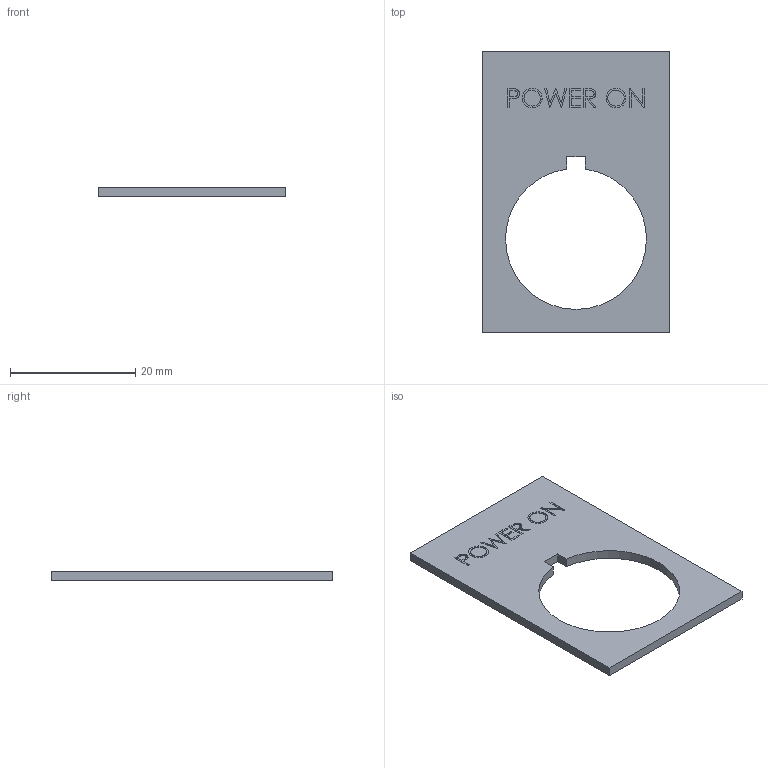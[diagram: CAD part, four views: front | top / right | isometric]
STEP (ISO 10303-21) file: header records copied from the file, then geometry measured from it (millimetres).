
FILE_DESCRIPTION (( 'STEP AP214' ), '1' );
FILE_NAME ('ECX1670-B21.step', '2018-10-09T17:23:22', ( '' ), ( '' ), 'SwSTEP 2.0', 'SolidWorks 2017', '' );
FILE_SCHEMA (( 'AUTOMOTIVE_DESIGN' ));
Length unit declared in the file: inch
Products named in the file (1): ECX1670-B21
Bounding box: 30 x 45 x 1.5 mm (x, y, z)
Volume: 1419.7 mm3; surface area: 2233.3 mm2
Topology: 1 solids, 1 shells, 104 faces, 273 edges, 182 vertices
Faces by surface type: plane 74, bspline 27, cylinder 3
Entity records: 6273 total; most frequent: CARTESIAN_POINT 2691, ORIENTED_EDGE 546, DIRECTION 381, EDGE_CURVE 273, VECTOR 213, LINE 213, VERTEX_POINT 182, EDGE_LOOP 117
